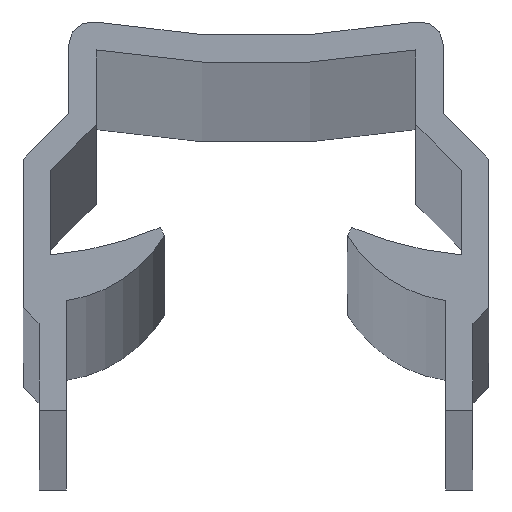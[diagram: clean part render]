
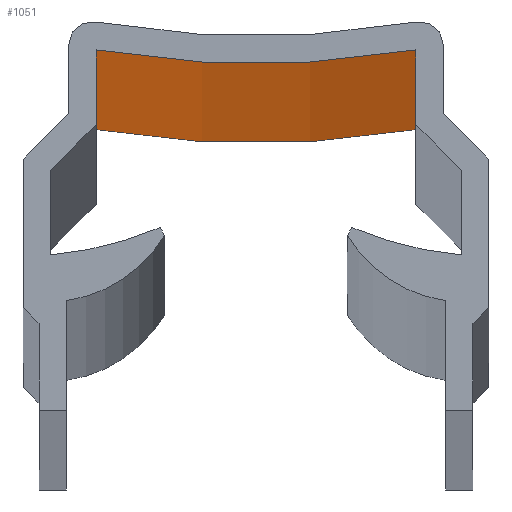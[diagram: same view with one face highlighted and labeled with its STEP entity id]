
A CAD part, top view. The second image highlights one B-rep face of the part: STEP entity #1051.
In plain terms, the highlighted cylindrical face has radius 20.6 mm (diameter 41.2 mm), a partial arc.
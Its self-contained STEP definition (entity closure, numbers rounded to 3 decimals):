
#14 = DIRECTION ( 'NONE',  ( 0., 0., 1. ) ) ;
#29 = LINE ( 'NONE', #934, #107 ) ;
#58 = AXIS2_PLACEMENT_3D ( 'NONE', #169, #249, #738 ) ;
#59 = AXIS2_PLACEMENT_3D ( 'NONE', #505, #14, #592 ) ;
#95 = CIRCLE ( 'NONE', #59, 20.6 ) ;
#99 = EDGE_LOOP ( 'NONE', ( #1059, #512, #527, #509 ) ) ;
#103 = LINE ( 'NONE', #954, #999 ) ;
#107 = VECTOR ( 'NONE', #917, 1000. ) ;
#114 = VERTEX_POINT ( 'NONE', #842 ) ;
#121 = EDGE_CURVE ( 'NONE', #114, #773, #743, .T. ) ;
#136 = VERTEX_POINT ( 'NONE', #350 ) ;
#147 = EDGE_CURVE ( 'NONE', #773, #324, #29, .T. ) ;
#169 = CARTESIAN_POINT ( 'NONE',  ( 0., 0., 1000. ) ) ;
#249 = DIRECTION ( 'NONE',  ( 0., 0., 1. ) ) ;
#289 = CARTESIAN_POINT ( 'NONE',  ( 0., 0., 1000. ) ) ;
#303 = FACE_OUTER_BOUND ( 'NONE', #99, .T. ) ;
#324 = VERTEX_POINT ( 'NONE', #712 ) ;
#350 = CARTESIAN_POINT ( 'NONE',  ( -3.5, -20.3, 0. ) ) ;
#443 = DIRECTION ( 'NONE',  ( 0., 0., -1. ) ) ;
#505 = CARTESIAN_POINT ( 'NONE',  ( 0., 0., 0. ) ) ;
#509 = ORIENTED_EDGE ( 'NONE', *, *, #1037, .T. ) ;
#512 = ORIENTED_EDGE ( 'NONE', *, *, #147, .F. ) ;
#527 = ORIENTED_EDGE ( 'NONE', *, *, #121, .F. ) ;
#592 = DIRECTION ( 'NONE',  ( 1., 0., 0. ) ) ;
#704 = CYLINDRICAL_SURFACE ( 'NONE', #941, 20.6 ) ;
#712 = CARTESIAN_POINT ( 'NONE',  ( 3.5, -20.3, 0. ) ) ;
#738 = DIRECTION ( 'NONE',  ( 1., 0., 0. ) ) ;
#743 = CIRCLE ( 'NONE', #58, 20.6 ) ;
#773 = VERTEX_POINT ( 'NONE', #921 ) ;
#778 = DIRECTION ( 'NONE',  ( -1., 0., 0. ) ) ;
#842 = CARTESIAN_POINT ( 'NONE',  ( -3.5, -20.3, 1000. ) ) ;
#856 = EDGE_CURVE ( 'NONE', #136, #324, #95, .T. ) ;
#869 = DIRECTION ( 'NONE',  ( 0., 0., -1. ) ) ;
#917 = DIRECTION ( 'NONE',  ( 0., 0., -1. ) ) ;
#921 = CARTESIAN_POINT ( 'NONE',  ( 3.5, -20.3, 1000. ) ) ;
#934 = CARTESIAN_POINT ( 'NONE',  ( 3.5, -20.3, 1000. ) ) ;
#941 = AXIS2_PLACEMENT_3D ( 'NONE', #289, #869, #778 ) ;
#954 = CARTESIAN_POINT ( 'NONE',  ( -3.5, -20.3, 1000. ) ) ;
#999 = VECTOR ( 'NONE', #443, 1000. ) ;
#1037 = EDGE_CURVE ( 'NONE', #114, #136, #103, .T. ) ;
#1051 = ADVANCED_FACE ( 'NONE', ( #303 ), #704, .T. ) ;
#1059 = ORIENTED_EDGE ( 'NONE', *, *, #856, .T. ) ;
